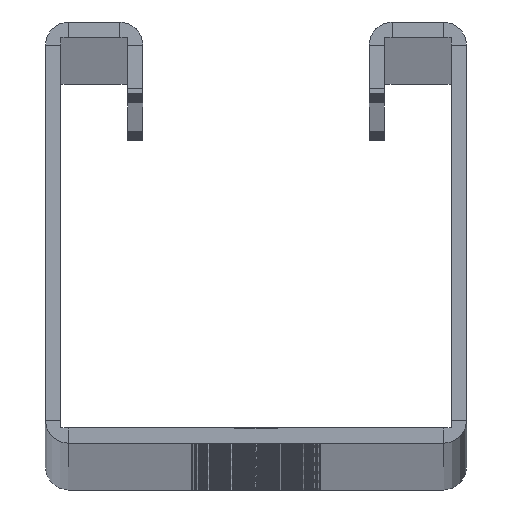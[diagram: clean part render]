
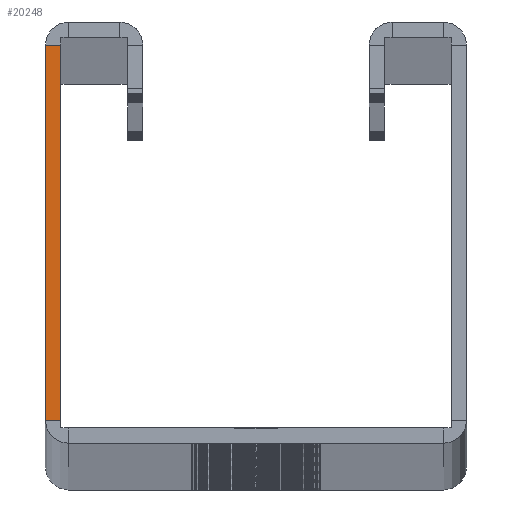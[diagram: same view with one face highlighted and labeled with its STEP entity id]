
A CAD part, top view. The second image highlights one B-rep face of the part: STEP entity #20248.
In plain terms, the highlighted planar face has unit normal (0, 0, 1).
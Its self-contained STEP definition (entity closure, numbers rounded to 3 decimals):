
#1595 = CARTESIAN_POINT ( 'NONE',  ( -19., 2.25, 0. ) ) ;
#2462 = VECTOR ( 'NONE', #58870, 1000. ) ;
#2562 = ORIENTED_EDGE ( 'NONE', *, *, #66708, .T. ) ;
#5232 = VERTEX_POINT ( 'NONE', #33934 ) ;
#6705 = VERTEX_POINT ( 'NONE', #66183 ) ;
#9507 = PLANE ( 'NONE',  #48311 ) ;
#10189 = VECTOR ( 'NONE', #69299, 1000. ) ;
#11530 = VECTOR ( 'NONE', #34056, 1000. ) ;
#20245 = LINE ( 'NONE', #63672, #10189 ) ;
#20248 = ADVANCED_FACE ( 'NONE', ( #57923 ), #9507, .T. ) ;
#21716 = EDGE_CURVE ( 'NONE', #6705, #5232, #27137, .T. ) ;
#27137 = LINE ( 'NONE', #57572, #11530 ) ;
#33131 = LINE ( 'NONE', #63489, #40459 ) ;
#33564 = CARTESIAN_POINT ( 'NONE',  ( -18.25, 1.5, 0. ) ) ;
#33661 = LINE ( 'NONE', #70863, #2462 ) ;
#33934 = CARTESIAN_POINT ( 'NONE',  ( -20.5, 38.75, 0. ) ) ;
#34056 = DIRECTION ( 'NONE',  ( -1., 0., 0. ) ) ;
#40459 = VECTOR ( 'NONE', #69605, 1000. ) ;
#41502 = VERTEX_POINT ( 'NONE', #1595 ) ;
#42078 = ORIENTED_EDGE ( 'NONE', *, *, #61265, .F. ) ;
#45312 = DIRECTION ( 'NONE',  ( 0., 0., 1. ) ) ;
#45847 = CARTESIAN_POINT ( 'NONE',  ( -20.5, 2.25, 0. ) ) ;
#48311 = AXIS2_PLACEMENT_3D ( 'NONE', #33564, #45312, #50953 ) ;
#49895 = EDGE_LOOP ( 'NONE', ( #42078, #75810, #2562, #67194 ) ) ;
#50953 = DIRECTION ( 'NONE',  ( 1., 0., 0. ) ) ;
#57572 = CARTESIAN_POINT ( 'NONE',  ( -19., 38.75, 0. ) ) ;
#57923 = FACE_OUTER_BOUND ( 'NONE', #49895, .T. ) ;
#58870 = DIRECTION ( 'NONE',  ( 0., 1., 0. ) ) ;
#61265 = EDGE_CURVE ( 'NONE', #69314, #5232, #33131, .T. ) ;
#63489 = CARTESIAN_POINT ( 'NONE',  ( -20.5, 0., 0. ) ) ;
#63672 = CARTESIAN_POINT ( 'NONE',  ( -20.5, 2.25, 0. ) ) ;
#66183 = CARTESIAN_POINT ( 'NONE',  ( -19., 38.75, 0. ) ) ;
#66708 = EDGE_CURVE ( 'NONE', #41502, #6705, #33661, .T. ) ;
#67194 = ORIENTED_EDGE ( 'NONE', *, *, #21716, .T. ) ;
#69299 = DIRECTION ( 'NONE',  ( 1., 0., 0. ) ) ;
#69314 = VERTEX_POINT ( 'NONE', #45847 ) ;
#69605 = DIRECTION ( 'NONE',  ( 0., 1., 0. ) ) ;
#70863 = CARTESIAN_POINT ( 'NONE',  ( -19., 0., 0. ) ) ;
#71431 = EDGE_CURVE ( 'NONE', #69314, #41502, #20245, .T. ) ;
#75810 = ORIENTED_EDGE ( 'NONE', *, *, #71431, .T. ) ;
